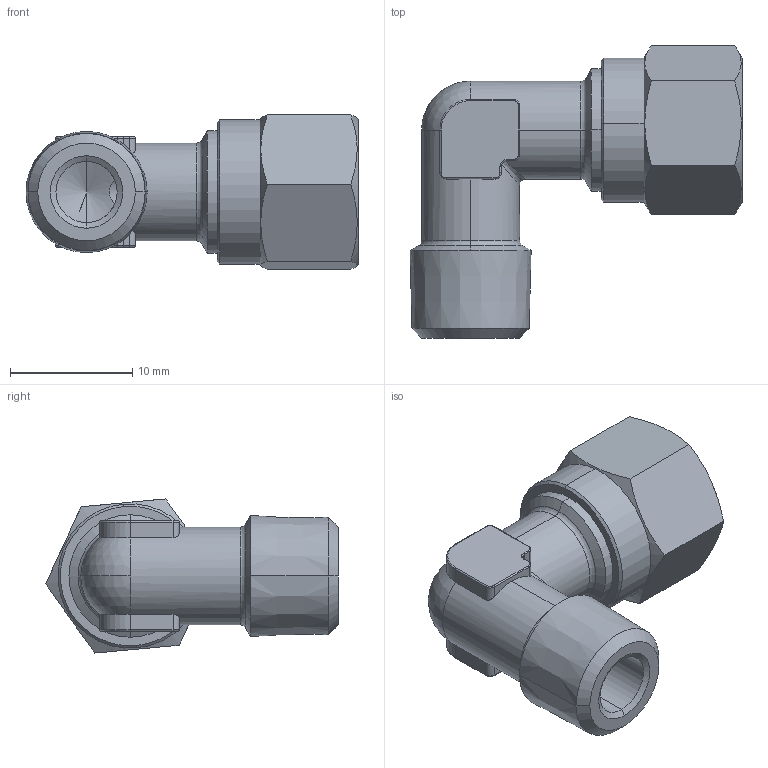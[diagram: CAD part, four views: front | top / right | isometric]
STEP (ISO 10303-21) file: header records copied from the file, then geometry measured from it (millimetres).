
FILE_DESCRIPTION (( 'STEP AP203' ), '1' );
FILE_NAME ('03060021.STEP', '2011-10-31T10:51:17', ( '' ), ( 'sopra-pneumatic' ), 'SwSTEP 2.0', 'SolidWorks 2011', '' );
FILE_SCHEMA (( 'CONFIG_CONTROL_DESIGN' ));
Length unit declared in the file: millimetre
Products named in the file (1): 03060021
Bounding box: 27.11 x 23.9 x 12.59 mm (x, y, z)
Volume: 2318.2 mm3; surface area: 2017.1 mm2
Topology: 1 solids, 1 shells, 101 faces, 246 edges, 147 vertices
Faces by surface type: cylinder 38, plane 24, cone 20, torus 16, sphere 2, bspline 1
Entity records: 3252 total; most frequent: CARTESIAN_POINT 808, DIRECTION 522, ORIENTED_EDGE 488, EDGE_CURVE 244, AXIS2_PLACEMENT_3D 213, VERTEX_POINT 147, CIRCLE 112, EDGE_LOOP 105
